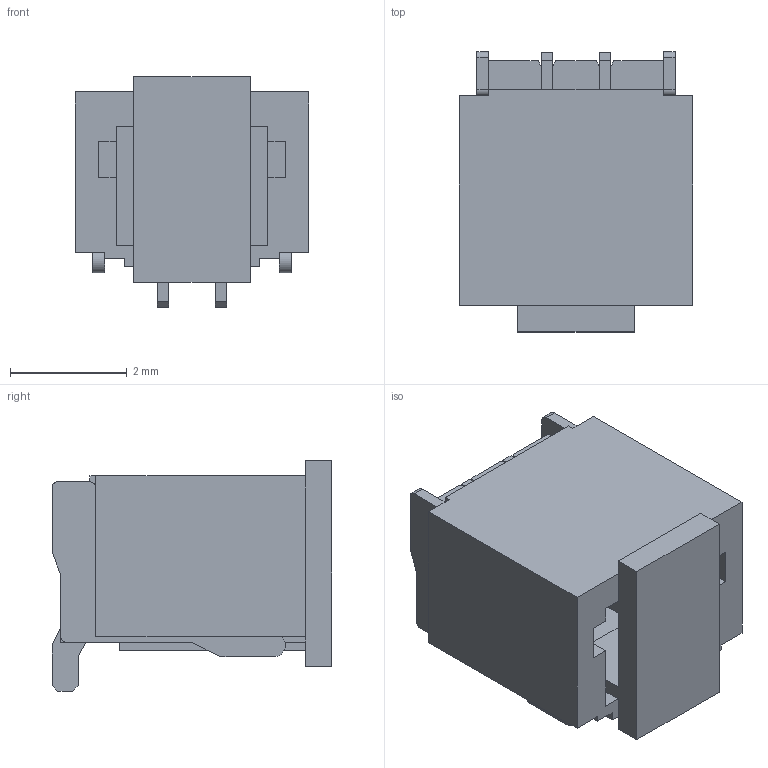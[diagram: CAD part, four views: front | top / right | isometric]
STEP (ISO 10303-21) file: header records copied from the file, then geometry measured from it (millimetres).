
FILE_DESCRIPTION(/* description */ ('Unknown'),/* implementation_level */ '2;1');
FILE_NAME(/* name */ '665302124022',/* time_stamp */ '2018-03-27T11:39:45+02:00',/* author */ ('Unknown'),/* organization */ ('Unknown'),/* preprocessor_version */ 'ST-DEVELOPER v16.7',/* originating_system */ 'DEX',/* authorisation */ $);
FILE_SCHEMA (('AUTOMOTIVE_DESIGN {1 0 10303 214 3 1 1}'));
Length unit declared in the file: millimetre
Products named in the file (5): 6653xx124022; 6653xx124022_PIN; 6653xx124022_PATTE; 6653xx124022_Cap1
Assembly tree (6 placements, depth 2):
  6653xx124022
    6653xx124022
    6653xx124022_PIN  x2
    6653xx124022_PATTE  x2
    6653xx124022_Cap1
Bounding box: 4 x 4.8 x 3.96 mm (x, y, z)
Volume: 35.8 mm3; surface area: 188.9 mm2
Topology: 6 solids, 6 shells, 187 faces, 534 edges, 356 vertices
Faces by surface type: plane 153, cylinder 34
Entity records: 4340 total; most frequent: CARTESIAN_POINT 756, ORIENTED_EDGE 744, DIRECTION 678, EDGE_CURVE 372, LINE 338, VECTOR 338, VERTEX_POINT 248, AXIS2_PLACEMENT_3D 170
